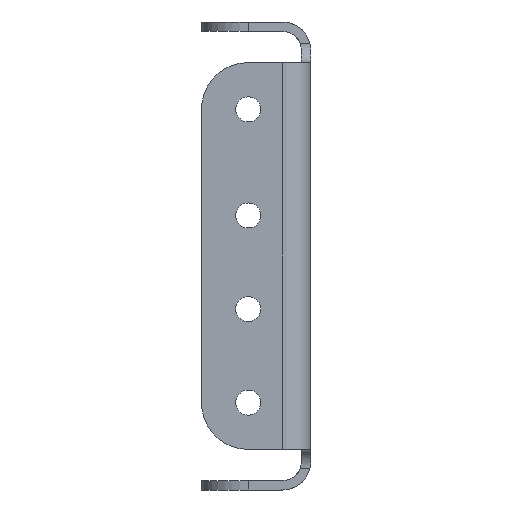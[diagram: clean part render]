
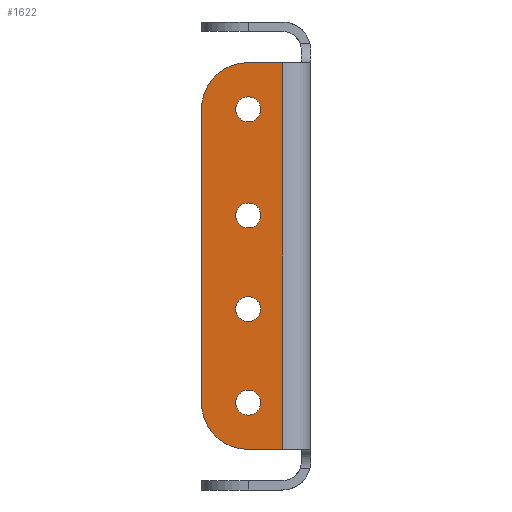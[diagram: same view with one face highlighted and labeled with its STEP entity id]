
A CAD part, left-side view. The second image highlights one B-rep face of the part: STEP entity #1622.
In plain terms, the highlighted planar face has unit normal (-1, 0, 0).
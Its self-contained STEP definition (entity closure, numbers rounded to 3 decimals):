
#45=FACE_BOUND('',#295,.T.);
#46=FACE_BOUND('',#296,.T.);
#47=FACE_BOUND('',#297,.T.);
#48=FACE_BOUND('',#298,.T.);
#124=PLANE('',#1836);
#196=FACE_OUTER_BOUND('',#294,.T.);
#294=EDGE_LOOP('',(#1359,#1360,#1361,#1362,#1363,#1364));
#295=EDGE_LOOP('',(#1365));
#296=EDGE_LOOP('',(#1366));
#297=EDGE_LOOP('',(#1367));
#298=EDGE_LOOP('',(#1368));
#443=LINE('',#2686,#537);
#449=LINE('',#2703,#543);
#457=LINE('',#2788,#551);
#458=LINE('',#2789,#552);
#537=VECTOR('',#2239,10.);
#543=VECTOR('',#2255,10.);
#551=VECTOR('',#2301,10.);
#552=VECTOR('',#2302,10.);
#563=CIRCLE('',#1654,2.);
#617=CIRCLE('',#1735,2.);
#619=CIRCLE('',#1738,2.);
#621=CIRCLE('',#1741,2.);
#663=CIRCLE('',#1808,7.5);
#668=CIRCLE('',#1816,7.5);
#683=VERTEX_POINT('',#2339);
#737=VERTEX_POINT('',#2501);
#739=VERTEX_POINT('',#2507);
#741=VERTEX_POINT('',#2513);
#795=VERTEX_POINT('',#2669);
#796=VERTEX_POINT('',#2670);
#802=VERTEX_POINT('',#2684);
#806=VERTEX_POINT('',#2696);
#807=VERTEX_POINT('',#2698);
#808=VERTEX_POINT('',#2702);
#831=EDGE_CURVE('',#683,#683,#563,.T.);
#912=EDGE_CURVE('',#737,#737,#617,.T.);
#915=EDGE_CURVE('',#739,#739,#619,.T.);
#918=EDGE_CURVE('',#741,#741,#621,.T.);
#995=EDGE_CURVE('',#795,#796,#663,.T.);
#1003=EDGE_CURVE('',#795,#802,#443,.T.);
#1009=EDGE_CURVE('',#806,#807,#668,.T.);
#1011=EDGE_CURVE('',#808,#807,#449,.T.);
#1039=EDGE_CURVE('',#808,#802,#457,.T.);
#1040=EDGE_CURVE('',#796,#806,#458,.T.);
#1359=ORIENTED_EDGE('',*,*,#995,.F.);
#1360=ORIENTED_EDGE('',*,*,#1003,.T.);
#1361=ORIENTED_EDGE('',*,*,#1039,.F.);
#1362=ORIENTED_EDGE('',*,*,#1011,.T.);
#1363=ORIENTED_EDGE('',*,*,#1009,.F.);
#1364=ORIENTED_EDGE('',*,*,#1040,.F.);
#1365=ORIENTED_EDGE('',*,*,#831,.T.);
#1366=ORIENTED_EDGE('',*,*,#912,.T.);
#1367=ORIENTED_EDGE('',*,*,#915,.T.);
#1368=ORIENTED_EDGE('',*,*,#918,.T.);
#1622=ADVANCED_FACE('',(#196,#45,#46,#47,#48),#124,.T.);
#1654=AXIS2_PLACEMENT_3D('',#2340,#1853,#1854);
#1735=AXIS2_PLACEMENT_3D('',#2502,#2042,#2043);
#1738=AXIS2_PLACEMENT_3D('',#2508,#2049,#2050);
#1741=AXIS2_PLACEMENT_3D('',#2514,#2056,#2057);
#1808=AXIS2_PLACEMENT_3D('',#2671,#2225,#2226);
#1816=AXIS2_PLACEMENT_3D('',#2699,#2250,#2251);
#1836=AXIS2_PLACEMENT_3D('',#2787,#2299,#2300);
#1853=DIRECTION('center_axis',(1.,0.,0.));
#1854=DIRECTION('ref_axis',(0.,0.,1.));
#2042=DIRECTION('center_axis',(1.,0.,0.));
#2043=DIRECTION('ref_axis',(0.,0.,1.));
#2049=DIRECTION('center_axis',(1.,0.,0.));
#2050=DIRECTION('ref_axis',(0.,0.,1.));
#2056=DIRECTION('center_axis',(1.,0.,0.));
#2057=DIRECTION('ref_axis',(0.,0.,1.));
#2225=DIRECTION('center_axis',(1.,0.,0.));
#2226=DIRECTION('ref_axis',(0.,0.707,-0.707));
#2239=DIRECTION('',(0.,-1.,0.));
#2250=DIRECTION('center_axis',(1.,0.,0.));
#2251=DIRECTION('ref_axis',(0.,0.707,0.707));
#2255=DIRECTION('',(0.,1.,0.));
#2299=DIRECTION('center_axis',(-1.,0.,0.));
#2300=DIRECTION('ref_axis',(0.,0.,1.));
#2301=DIRECTION('',(0.,0.,-1.));
#2302=DIRECTION('',(0.,0.,1.));
#2339=CARTESIAN_POINT('',(-75.,10.,21.5));
#2340=CARTESIAN_POINT('Origin',(-75.,10.,23.5));
#2501=CARTESIAN_POINT('',(-75.,10.,4.5));
#2502=CARTESIAN_POINT('Origin',(-75.,10.,6.5));
#2507=CARTESIAN_POINT('',(-75.,10.,-10.5));
#2508=CARTESIAN_POINT('Origin',(-75.,10.,-8.5));
#2513=CARTESIAN_POINT('',(-75.,10.,-25.5));
#2514=CARTESIAN_POINT('Origin',(-75.,10.,-23.5));
#2669=CARTESIAN_POINT('',(-75.,10.,-31.));
#2670=CARTESIAN_POINT('',(-75.,17.5,-23.5));
#2671=CARTESIAN_POINT('Origin',(-75.,10.,-23.5));
#2684=CARTESIAN_POINT('',(-75.,4.5,-31.));
#2686=CARTESIAN_POINT('',(-75.,0.,-31.));
#2696=CARTESIAN_POINT('',(-75.,17.5,23.5));
#2698=CARTESIAN_POINT('',(-75.,10.,31.));
#2699=CARTESIAN_POINT('Origin',(-75.,10.,23.5));
#2702=CARTESIAN_POINT('',(-75.,4.5,31.));
#2703=CARTESIAN_POINT('',(-75.,0.,31.));
#2787=CARTESIAN_POINT('Origin',(-75.,0.,-37.5));
#2788=CARTESIAN_POINT('',(-75.,4.5,-18.75));
#2789=CARTESIAN_POINT('',(-75.,17.5,-37.5));
